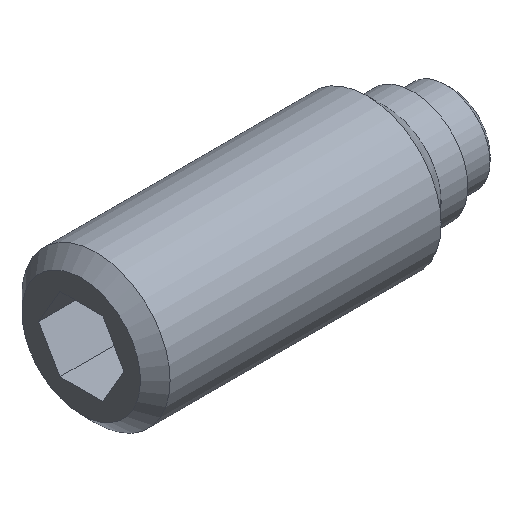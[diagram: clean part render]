
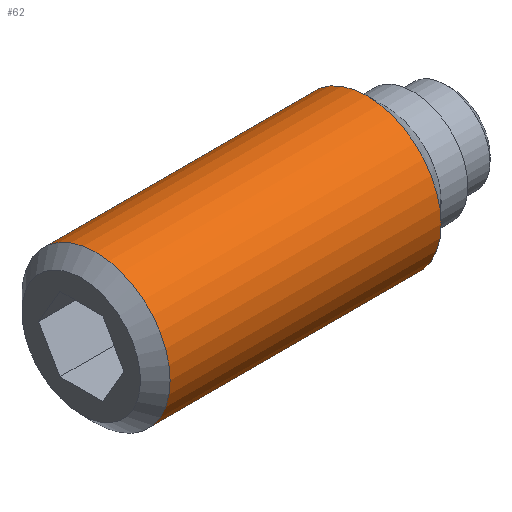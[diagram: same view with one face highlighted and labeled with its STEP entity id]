
A CAD part, isometric view. The second image highlights one B-rep face of the part: STEP entity #62.
In plain terms, the highlighted cylindrical face has radius 2.5 mm (diameter 5 mm), a full revolution.
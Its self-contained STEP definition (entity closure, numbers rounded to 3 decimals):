
#62 = ADVANCED_FACE( '', ( #136, #137 ), #138, .T. );
#136 = FACE_OUTER_BOUND( '', #225, .T. );
#137 = FACE_OUTER_BOUND( '', #226, .T. );
#138 = CYLINDRICAL_SURFACE( '', #227, 2.5 );
#225 = EDGE_LOOP( '', ( #335 ) );
#226 = EDGE_LOOP( '', ( #336 ) );
#227 = AXIS2_PLACEMENT_3D( '', #337, #338, #339 );
#335 = ORIENTED_EDGE( '', *, *, #443, .F. );
#336 = ORIENTED_EDGE( '', *, *, #457, .T. );
#337 = CARTESIAN_POINT( '', ( 11.2, 0., 0. ) );
#338 = DIRECTION( '', ( -1., 0., 0. ) );
#339 = DIRECTION( '', ( 0., 0., -1. ) );
#443 = EDGE_CURVE( '', #507, #507, #508, .T. );
#457 = EDGE_CURVE( '', #529, #529, #530, .T. );
#507 = VERTEX_POINT( '', #589 );
#508 = CIRCLE( '', #590, 2.5 );
#529 = VERTEX_POINT( '', #618 );
#530 = CIRCLE( '', #619, 2.5 );
#589 = CARTESIAN_POINT( '', ( 9.65, 0., -2.5 ) );
#590 = AXIS2_PLACEMENT_3D( '', #678, #679, #680 );
#618 = CARTESIAN_POINT( '', ( 0.5, 0., -2.5 ) );
#619 = AXIS2_PLACEMENT_3D( '', #694, #695, #696 );
#678 = CARTESIAN_POINT( '', ( 9.65, 0., 0. ) );
#679 = DIRECTION( '', ( 1., 0., 0. ) );
#680 = DIRECTION( '', ( 0., 0., -1. ) );
#694 = CARTESIAN_POINT( '', ( 0.5, 0., 0. ) );
#695 = DIRECTION( '', ( 1., 0., 0. ) );
#696 = DIRECTION( '', ( 0., 0., -1. ) );
